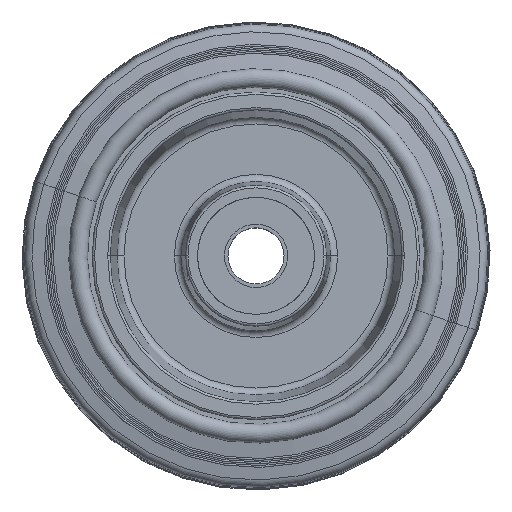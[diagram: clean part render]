
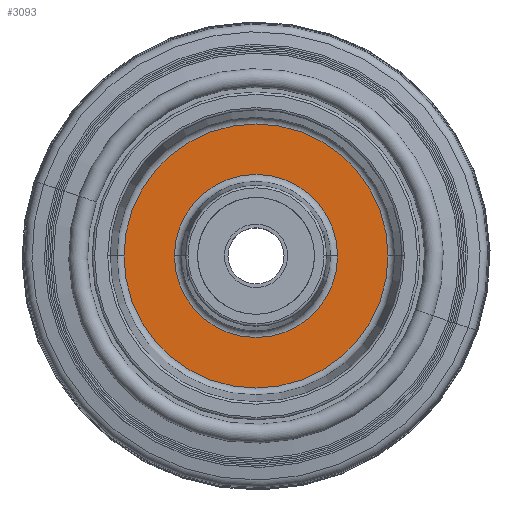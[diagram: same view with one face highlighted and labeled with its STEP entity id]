
A CAD part, top view. The second image highlights one B-rep face of the part: STEP entity #3093.
In plain terms, the highlighted planar face has unit normal (0, 0, 1).
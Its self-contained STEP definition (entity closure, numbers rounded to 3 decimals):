
#156 = VERTEX_POINT ( 'NONE', #2329 ) ;
#258 = ORIENTED_EDGE ( 'NONE', *, *, #1780, .T. ) ;
#646 = DIRECTION ( 'NONE',  ( 0., 0., -1. ) ) ;
#657 = DIRECTION ( 'NONE',  ( -1., 0., 0. ) ) ;
#659 = AXIS2_PLACEMENT_3D ( 'NONE', #1905, #712, #3938 ) ;
#671 = CARTESIAN_POINT ( 'NONE',  ( -2.5, 0., 2. ) ) ;
#712 = DIRECTION ( 'NONE',  ( 0., 0., -1. ) ) ;
#909 = ORIENTED_EDGE ( 'NONE', *, *, #1500, .T. ) ;
#912 = ORIENTED_EDGE ( 'NONE', *, *, #4008, .T. ) ;
#939 = AXIS2_PLACEMENT_3D ( 'NONE', #671, #646, #5238 ) ;
#1005 = CARTESIAN_POINT ( 'NONE',  ( -2.5, 0., 2. ) ) ;
#1027 = CARTESIAN_POINT ( 'NONE',  ( -2.5, 0., 2. ) ) ;
#1264 = CIRCLE ( 'NONE', #4390, 28.203 ) ;
#1447 = CARTESIAN_POINT ( 'NONE',  ( 25.703, 0., 2. ) ) ;
#1455 = ORIENTED_EDGE ( 'NONE', *, *, #4525, .T. ) ;
#1500 = EDGE_CURVE ( 'NONE', #156, #2033, #1529, .T. ) ;
#1529 = CIRCLE ( 'NONE', #4502, 28.203 ) ;
#1543 = FACE_OUTER_BOUND ( 'NONE', #3069, .T. ) ;
#1780 = EDGE_CURVE ( 'NONE', #4152, #3490, #3532, .T. ) ;
#1876 = DIRECTION ( 'NONE',  ( 0., 0., 1. ) ) ;
#1905 = CARTESIAN_POINT ( 'NONE',  ( -2.5, 0., 2. ) ) ;
#1957 = CARTESIAN_POINT ( 'NONE',  ( -32., 0., 2. ) ) ;
#1959 = CIRCLE ( 'NONE', #659, 17.419 ) ;
#2002 = AXIS2_PLACEMENT_3D ( 'NONE', #1957, #4840, #657 ) ;
#2033 = VERTEX_POINT ( 'NONE', #1447 ) ;
#2329 = CARTESIAN_POINT ( 'NONE',  ( -30.703, 0., 2. ) ) ;
#2374 = FACE_BOUND ( 'NONE', #2545, .T. ) ;
#2545 = EDGE_LOOP ( 'NONE', ( #912, #258 ) ) ;
#2641 = CARTESIAN_POINT ( 'NONE',  ( 14.919, 0., 2. ) ) ;
#3069 = EDGE_LOOP ( 'NONE', ( #909, #1455 ) ) ;
#3093 = ADVANCED_FACE ( 'NONE', ( #2374, #1543 ), #3940, .F. ) ;
#3490 = VERTEX_POINT ( 'NONE', #4537 ) ;
#3532 = CIRCLE ( 'NONE', #939, 17.419 ) ;
#3583 = DIRECTION ( 'NONE',  ( -1., 0., 0. ) ) ;
#3936 = DIRECTION ( 'NONE',  ( -1., 0., 0. ) ) ;
#3938 = DIRECTION ( 'NONE',  ( -1., 0., 0. ) ) ;
#3940 = PLANE ( 'NONE',  #2002 ) ;
#4008 = EDGE_CURVE ( 'NONE', #3490, #4152, #1959, .T. ) ;
#4152 = VERTEX_POINT ( 'NONE', #2641 ) ;
#4390 = AXIS2_PLACEMENT_3D ( 'NONE', #1005, #1876, #3583 ) ;
#4397 = DIRECTION ( 'NONE',  ( 0., 0., 1. ) ) ;
#4502 = AXIS2_PLACEMENT_3D ( 'NONE', #1027, #4397, #3936 ) ;
#4525 = EDGE_CURVE ( 'NONE', #2033, #156, #1264, .T. ) ;
#4537 = CARTESIAN_POINT ( 'NONE',  ( -19.919, 0., 2. ) ) ;
#4840 = DIRECTION ( 'NONE',  ( 0., 0., -1. ) ) ;
#5238 = DIRECTION ( 'NONE',  ( -1., 0., 0. ) ) ;
